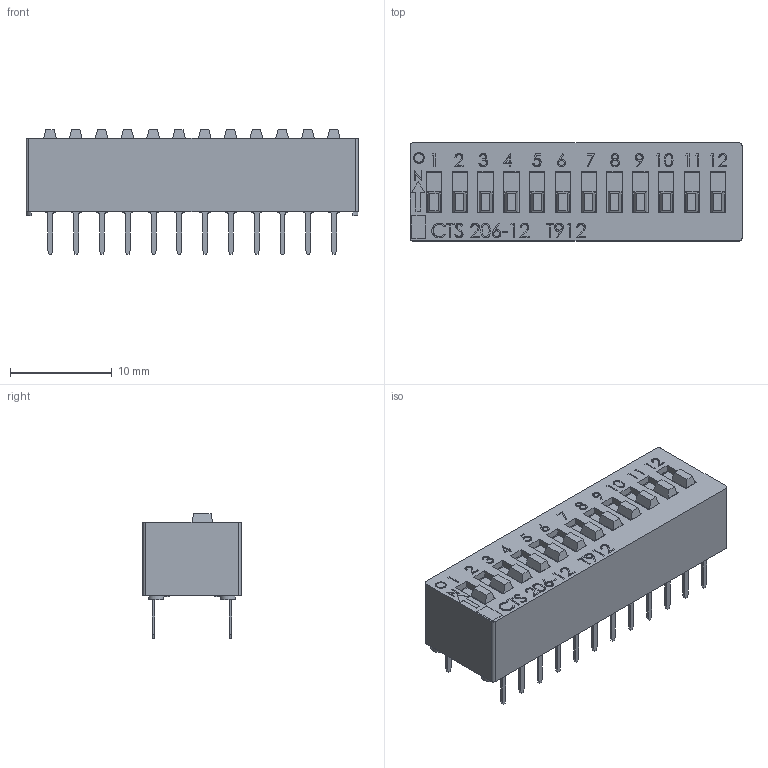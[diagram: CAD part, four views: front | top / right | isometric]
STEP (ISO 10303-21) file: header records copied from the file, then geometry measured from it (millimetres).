
FILE_DESCRIPTION (( 'STEP AP214' ), '1' );
FILE_NAME ('206-12.STEP', '2019-05-24T06:45:44', ( '' ), ( '' ), 'SwSTEP 2.0', 'SolidWorks 2019', '' );
FILE_SCHEMA (( 'AUTOMOTIVE_DESIGN' ));
Length unit declared in the file: millimetre
Products named in the file (4): 206-93&94-12pole; 206-56-014-35-01; 206-40-04A(for 206-12); 206-12
Assembly tree (14 placements, depth 2):
  206-12
    206-40-04A(for 206-12)
    206-56-014-35-01  x12
    206-93&94-12pole
Bounding box: 32.69 x 9.65 x 12.27 mm (x, y, z)
Volume: 1415.7 mm3; surface area: 4250.1 mm2
Topology: 14 solids, 14 shells, 1228 faces, 3300 edges, 2182 vertices
Faces by surface type: plane 919, bspline 155, cylinder 154
Entity records: 35081 total; most frequent: CARTESIAN_POINT 14699, ORIENTED_EDGE 4378, DIRECTION 3357, EDGE_CURVE 2189, LINE 1745, VECTOR 1745, VERTEX_POINT 1456, EDGE_LOOP 907
